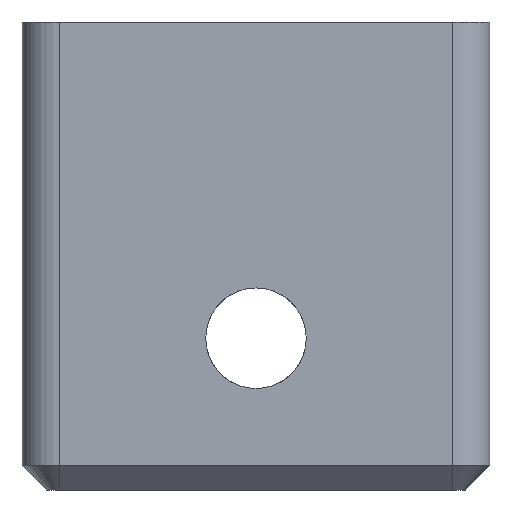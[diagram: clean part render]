
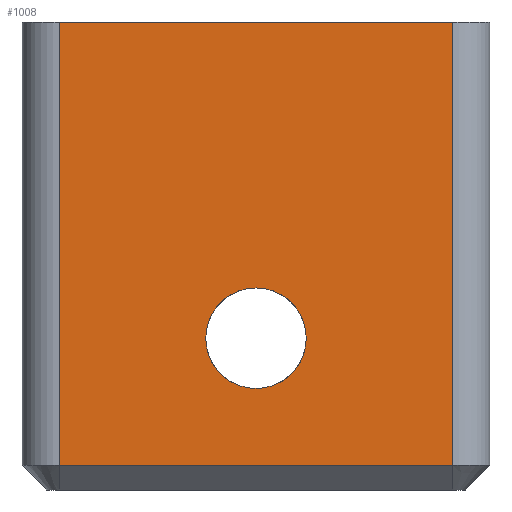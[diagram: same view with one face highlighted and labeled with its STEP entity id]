
A CAD part, front view. The second image highlights one B-rep face of the part: STEP entity #1008.
In plain terms, the highlighted planar face has unit normal (0, -1, 0).
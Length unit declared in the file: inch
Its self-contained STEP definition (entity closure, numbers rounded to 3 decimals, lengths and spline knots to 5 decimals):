
#364 = FACE_OUTER_BOUND ( 'NONE', #13572, .T. ) ;
#572 = AXIS2_PLACEMENT_3D ( 'NONE', #28759, #17790, #8463 ) ;
#986 = CARTESIAN_POINT ( 'NONE',  ( 0.31094, -0.87008, 0.03937 ) ) ;
#1008 = ADVANCED_FACE ( 'NONE', ( #20677, #364 ), #4677, .F. ) ;
#1059 = CIRCLE ( 'NONE', #572, 0.0795 ) ;
#1749 = ORIENTED_EDGE ( 'NONE', *, *, #14076, .F. ) ;
#2318 = ORIENTED_EDGE ( 'NONE', *, *, #9896, .T. ) ;
#2368 = CARTESIAN_POINT ( 'NONE',  ( 0.31094, -0.87008, 0.74 ) ) ;
#2906 = VECTOR ( 'NONE', #16846, 39.37008 ) ;
#3076 = CARTESIAN_POINT ( 'NONE',  ( 0.31094, -0.87008, 0.03937 ) ) ;
#4677 = PLANE ( 'NONE',  #5014 ) ;
#5014 = AXIS2_PLACEMENT_3D ( 'NONE', #22607, #20240, #15797 ) ;
#5249 = CARTESIAN_POINT ( 'NONE',  ( -0.31094, -0.87008, 0.03937 ) ) ;
#8083 = VERTEX_POINT ( 'NONE', #2368 ) ;
#8408 = ORIENTED_EDGE ( 'NONE', *, *, #13725, .F. ) ;
#8463 = DIRECTION ( 'NONE',  ( 0., 0., -1. ) ) ;
#9332 = EDGE_CURVE ( 'NONE', #13550, #21100, #10073, .T. ) ;
#9896 = EDGE_CURVE ( 'NONE', #26146, #19945, #27018, .T. ) ;
#9945 = CARTESIAN_POINT ( 'NONE',  ( 0., -0.87008, 0.3195 ) ) ;
#10022 = DIRECTION ( 'NONE',  ( 0., 0., -1. ) ) ;
#10073 = CIRCLE ( 'NONE', #28543, 0.0795 ) ;
#10661 = ORIENTED_EDGE ( 'NONE', *, *, #27696, .T. ) ;
#10785 = CARTESIAN_POINT ( 'NONE',  ( -0.37, -0.87008, 0.74 ) ) ;
#11909 = ORIENTED_EDGE ( 'NONE', *, *, #24369, .T. ) ;
#13550 = VERTEX_POINT ( 'NONE', #9945 ) ;
#13572 = EDGE_LOOP ( 'NONE', ( #2318, #10661, #11909, #1749 ) ) ;
#13725 = EDGE_CURVE ( 'NONE', #21100, #13550, #1059, .T. ) ;
#14076 = EDGE_CURVE ( 'NONE', #26146, #8083, #24004, .T. ) ;
#15152 = VECTOR ( 'NONE', #20411, 39.37008 ) ;
#15797 = DIRECTION ( 'NONE',  ( 0., 0., 1. ) ) ;
#16480 = CARTESIAN_POINT ( 'NONE',  ( -0.31094, -0.87008, 0.74 ) ) ;
#16846 = DIRECTION ( 'NONE',  ( 1., 0., 0. ) ) ;
#17790 = DIRECTION ( 'NONE',  ( 0., -1., 0. ) ) ;
#17888 = ORIENTED_EDGE ( 'NONE', *, *, #9332, .F. ) ;
#18319 = LINE ( 'NONE', #3076, #2906 ) ;
#19775 = DIRECTION ( 'NONE',  ( 0., 0., -1. ) ) ;
#19841 = DIRECTION ( 'NONE',  ( 1., 0., 0. ) ) ;
#19945 = VERTEX_POINT ( 'NONE', #5249 ) ;
#20240 = DIRECTION ( 'NONE',  ( 0., 1., 0. ) ) ;
#20411 = DIRECTION ( 'NONE',  ( 0., 0., 1. ) ) ;
#20677 = FACE_BOUND ( 'NONE', #22686, .T. ) ;
#21100 = VERTEX_POINT ( 'NONE', #22706 ) ;
#21301 = DIRECTION ( 'NONE',  ( 0., -1., 0. ) ) ;
#22607 = CARTESIAN_POINT ( 'NONE',  ( -0.37, -0.87008, 0.74 ) ) ;
#22686 = EDGE_LOOP ( 'NONE', ( #8408, #17888 ) ) ;
#22706 = CARTESIAN_POINT ( 'NONE',  ( 0., -0.87008, 0.1605 ) ) ;
#23962 = CARTESIAN_POINT ( 'NONE',  ( 0., -0.87008, 0.24 ) ) ;
#24004 = LINE ( 'NONE', #10785, #24732 ) ;
#24369 = EDGE_CURVE ( 'NONE', #24999, #8083, #29146, .T. ) ;
#24376 = CARTESIAN_POINT ( 'NONE',  ( -0.31094, -0.87008, 0.74 ) ) ;
#24732 = VECTOR ( 'NONE', #19841, 39.37008 ) ;
#24999 = VERTEX_POINT ( 'NONE', #986 ) ;
#26146 = VERTEX_POINT ( 'NONE', #16480 ) ;
#26798 = CARTESIAN_POINT ( 'NONE',  ( 0.31094, -0.87008, 0.74 ) ) ;
#27018 = LINE ( 'NONE', #24376, #28048 ) ;
#27696 = EDGE_CURVE ( 'NONE', #19945, #24999, #18319, .T. ) ;
#28048 = VECTOR ( 'NONE', #19775, 39.37008 ) ;
#28543 = AXIS2_PLACEMENT_3D ( 'NONE', #23962, #21301, #10022 ) ;
#28759 = CARTESIAN_POINT ( 'NONE',  ( 0., -0.87008, 0.24 ) ) ;
#29146 = LINE ( 'NONE', #26798, #15152 ) ;
